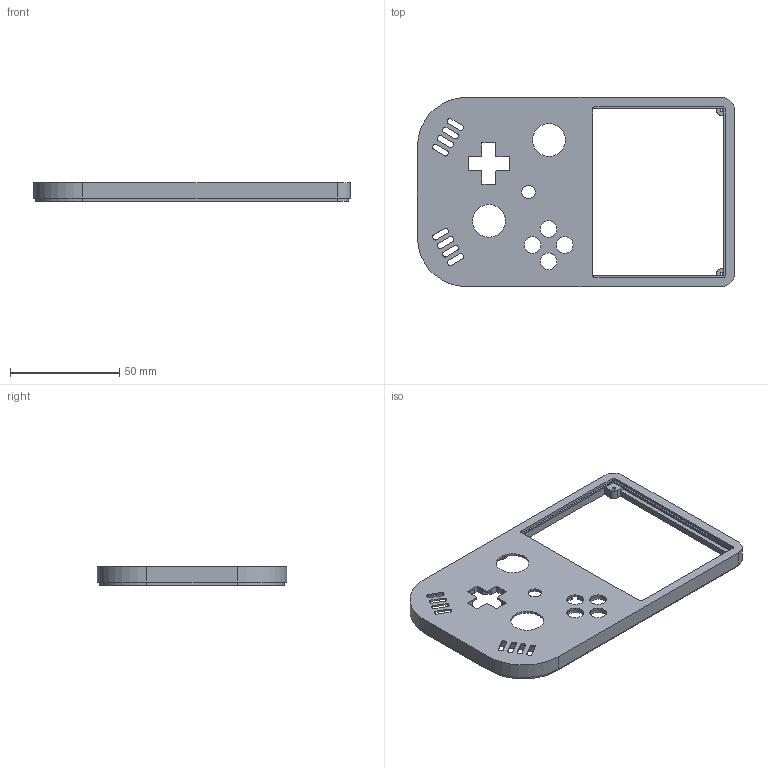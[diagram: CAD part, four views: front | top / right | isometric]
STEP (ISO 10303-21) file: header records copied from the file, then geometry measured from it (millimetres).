
FILE_DESCRIPTION(/* description */ (''),/* implementation_level */ '2;1');
FILE_NAME(/* name */ 'Xii-Boy Ultra Top.step',/* time_stamp */ '2025-05-17T19:57:54+02:00',/* author */ (''),/* organization */ (''),/* preprocessor_version */ 'ST-DEVELOPER v20.1',/* originating_system */ 'Autodesk Translation Framework v14.4.0.0',/* authorisation */ '');
FILE_SCHEMA (('AUTOMOTIVE_DESIGN { 1 0 10303 214 3 1 1 }'));
Length unit declared in the file: millimetre
Products named in the file (1): Xii-Boy Ultra
Bounding box: 145 x 86.55 x 8.5 mm (x, y, z)
Volume: 19696.7 mm3; surface area: 24791.6 mm2
Topology: 1 solids, 1 shells, 394 faces, 1009 edges, 669 vertices
Faces by surface type: plane 220, cylinder 174
Full cylindrical faces by diameter (mm): 1.4 x27, 4.5 x17, 6.2 x1, 7.6 x4, 15 x2
Entity records: 12388 total; most frequent: DIRECTION 2162, CARTESIAN_POINT 2077, ORIENTED_EDGE 2026, EDGE_CURVE 1013, AXIS2_PLACEMENT_3D 754, VERTEX_POINT 669, LINE 654, VECTOR 654
